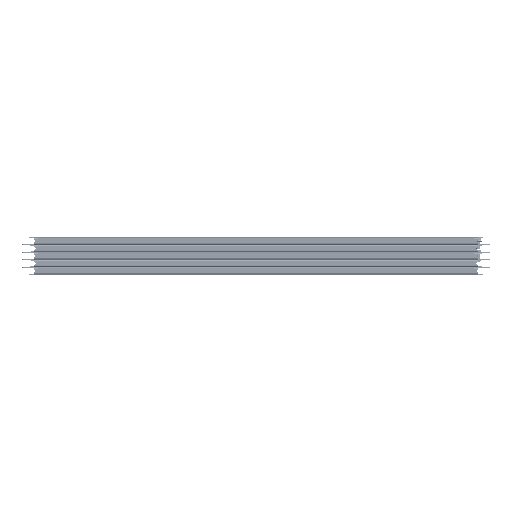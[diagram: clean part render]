
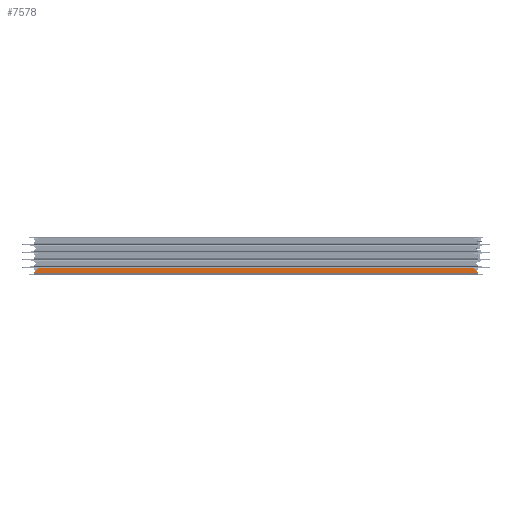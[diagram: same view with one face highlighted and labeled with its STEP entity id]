
A CAD part, front view. The second image highlights one B-rep face of the part: STEP entity #7578.
In plain terms, the highlighted planar face has unit normal (0, -1, 0).
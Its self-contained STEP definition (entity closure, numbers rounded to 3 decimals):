
#405 = CARTESIAN_POINT ( 'NONE',  ( 437., -15.9, -11.6 ) ) ;
#476 = FACE_OUTER_BOUND ( 'NONE', #7288, .T. ) ;
#539 = EDGE_CURVE ( 'NONE', #7297, #6260, #3334, .T. ) ;
#663 = AXIS2_PLACEMENT_3D ( 'NONE', #5285, #3792, #5193 ) ;
#923 = VECTOR ( 'NONE', #6324, 1000. ) ;
#1824 = CARTESIAN_POINT ( 'NONE',  ( -437., -15.9, -11.6 ) ) ;
#1878 = VECTOR ( 'NONE', #4632, 1000. ) ;
#2354 = EDGE_CURVE ( 'NONE', #4064, #6436, #8294, .T. ) ;
#2418 = CARTESIAN_POINT ( 'NONE',  ( 446., -15.9, -2. ) ) ;
#2612 = LINE ( 'NONE', #7725, #923 ) ;
#2623 = VERTEX_POINT ( 'NONE', #6094 ) ;
#2872 = EDGE_CURVE ( 'NONE', #2623, #8906, #8512, .T. ) ;
#3190 = ORIENTED_EDGE ( 'NONE', *, *, #5188, .F. ) ;
#3334 = LINE ( 'NONE', #6947, #4799 ) ;
#3336 = CARTESIAN_POINT ( 'NONE',  ( 446., -15.9, -2. ) ) ;
#3440 = LINE ( 'NONE', #6754, #8717 ) ;
#3792 = DIRECTION ( 'NONE',  ( 0., 1., 0. ) ) ;
#3857 = CARTESIAN_POINT ( 'NONE',  ( 446., -15.9, -11.6 ) ) ;
#4064 = VERTEX_POINT ( 'NONE', #7277 ) ;
#4531 = PLANE ( 'NONE',  #663 ) ;
#4632 = DIRECTION ( 'NONE',  ( 0., 0., -1. ) ) ;
#4693 = EDGE_CURVE ( 'NONE', #8906, #6260, #4917, .T. ) ;
#4795 = ORIENTED_EDGE ( 'NONE', *, *, #2354, .T. ) ;
#4799 = VECTOR ( 'NONE', #6258, 1000. ) ;
#4917 = LINE ( 'NONE', #3857, #1878 ) ;
#5188 = EDGE_CURVE ( 'NONE', #4064, #2623, #3440, .T. ) ;
#5193 = DIRECTION ( 'NONE',  ( 0., 0., -1. ) ) ;
#5280 = VECTOR ( 'NONE', #6874, 1000. ) ;
#5285 = CARTESIAN_POINT ( 'NONE',  ( 446., -15.9, 0. ) ) ;
#5603 = CARTESIAN_POINT ( 'NONE',  ( 446., -15.9, -2.6 ) ) ;
#5726 = VECTOR ( 'NONE', #9080, 1000. ) ;
#5918 = DIRECTION ( 'NONE',  ( 0., 0., 1. ) ) ;
#6094 = CARTESIAN_POINT ( 'NONE',  ( -446., -15.9, -2. ) ) ;
#6258 = DIRECTION ( 'NONE',  ( 0.707, 0., 0.707 ) ) ;
#6260 = VERTEX_POINT ( 'NONE', #5603 ) ;
#6296 = ORIENTED_EDGE ( 'NONE', *, *, #4693, .F. ) ;
#6324 = DIRECTION ( 'NONE',  ( -1., 0., 0. ) ) ;
#6436 = VERTEX_POINT ( 'NONE', #1824 ) ;
#6504 = ORIENTED_EDGE ( 'NONE', *, *, #539, .T. ) ;
#6754 = CARTESIAN_POINT ( 'NONE',  ( -446., -15.9, 0. ) ) ;
#6874 = DIRECTION ( 'NONE',  ( 0.707, 0., -0.707 ) ) ;
#6947 = CARTESIAN_POINT ( 'NONE',  ( 446., -15.9, -2.6 ) ) ;
#6950 = ORIENTED_EDGE ( 'NONE', *, *, #2872, .F. ) ;
#7228 = ORIENTED_EDGE ( 'NONE', *, *, #7915, .F. ) ;
#7277 = CARTESIAN_POINT ( 'NONE',  ( -446., -15.9, -2.6 ) ) ;
#7288 = EDGE_LOOP ( 'NONE', ( #7228, #6504, #6296, #6950, #3190, #4795 ) ) ;
#7297 = VERTEX_POINT ( 'NONE', #405 ) ;
#7342 = CARTESIAN_POINT ( 'NONE',  ( -437., -15.9, -11.6 ) ) ;
#7578 = ADVANCED_FACE ( 'NONE', ( #476 ), #4531, .F. ) ;
#7725 = CARTESIAN_POINT ( 'NONE',  ( -446., -15.9, -11.6 ) ) ;
#7915 = EDGE_CURVE ( 'NONE', #7297, #6436, #2612, .T. ) ;
#8294 = LINE ( 'NONE', #7342, #5280 ) ;
#8512 = LINE ( 'NONE', #3336, #5726 ) ;
#8717 = VECTOR ( 'NONE', #5918, 1000. ) ;
#8906 = VERTEX_POINT ( 'NONE', #2418 ) ;
#9080 = DIRECTION ( 'NONE',  ( 1., 0., 0. ) ) ;
